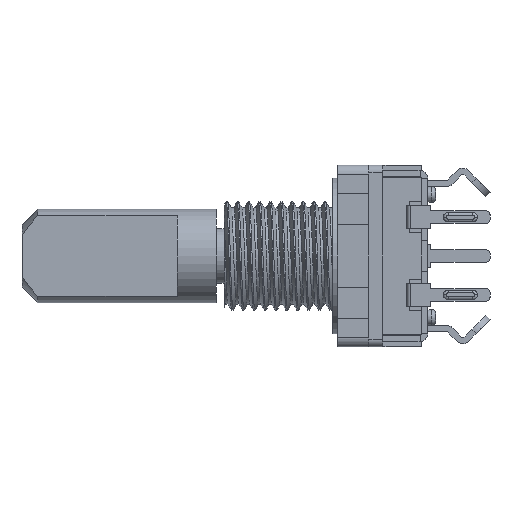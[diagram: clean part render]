
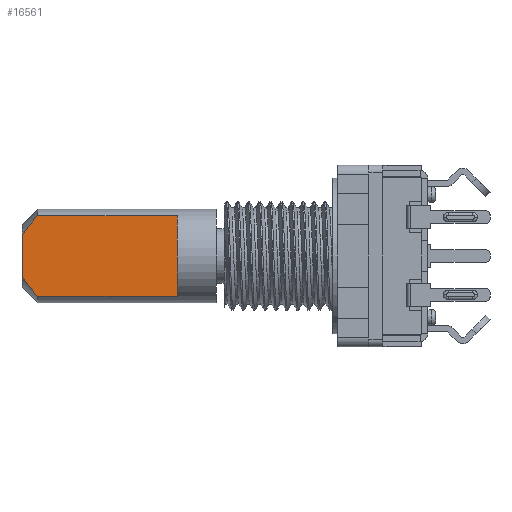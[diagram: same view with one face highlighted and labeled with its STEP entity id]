
A CAD part, left-side view. The second image highlights one B-rep face of the part: STEP entity #16561.
In plain terms, the highlighted planar face has unit normal (-1, 0, 0).
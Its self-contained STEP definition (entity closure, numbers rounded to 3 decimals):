
#156 = ORIENTED_EDGE ( 'NONE', *, *, #1328, .T. ) ;
#530 = EDGE_CURVE ( 'NONE', #7004, #5708, #12673, .T. ) ;
#1328 = EDGE_CURVE ( 'NONE', #5708, #4693, #6698, .T. ) ;
#1417 = CARTESIAN_POINT ( 'NONE',  ( -1.5, 16.6, -2.598 ) ) ;
#1499 = VERTEX_POINT ( 'NONE', #1417 ) ;
#1832 = CARTESIAN_POINT ( 'NONE',  ( -1.5, 25.6, 2.598 ) ) ;
#1851 = CARTESIAN_POINT ( 'NONE',  ( -1.5, 16.6, -3. ) ) ;
#2019 = DIRECTION ( 'NONE',  ( 0., 0., -1. ) ) ;
#2043 = CARTESIAN_POINT ( 'NONE',  ( -1.5, 16.6, -3. ) ) ;
#2118 = EDGE_LOOP ( 'NONE', ( #10809, #156, #15404, #15587, #4268, #11223 ) ) ;
#2475 = VERTEX_POINT ( 'NONE', #15536 ) ;
#2727 = LINE ( 'NONE', #1851, #5328 ) ;
#3052 = CARTESIAN_POINT ( 'NONE',  ( -1.5, 26.451, 1.548 ) ) ;
#3349 = CARTESIAN_POINT ( 'NONE',  ( -1.5, 25.6, -2.598 ) ) ;
#3975 = VERTEX_POINT ( 'NONE', #8865 ) ;
#4267 = VECTOR ( 'NONE', #9861, 1000. ) ;
#4268 = ORIENTED_EDGE ( 'NONE', *, *, #10708, .F. ) ;
#4690 = CARTESIAN_POINT ( 'NONE',  ( -1.5, 25.951, -2.188 ) ) ;
#4693 = VERTEX_POINT ( 'NONE', #12711 ) ;
#4905 = B_SPLINE_CURVE_WITH_KNOTS ( 'NONE', 3,
 ( #7178, #11106, #12275, #4690, #13698, #3349 ),
 .UNSPECIFIED., .F., .F.,
 ( 4, 2, 4 ),
 ( 0.01, 0.011, 0.011 ),
 .UNSPECIFIED. ) ;
#4981 = CARTESIAN_POINT ( 'NONE',  ( -1.5, 26.6, 1.323 ) ) ;
#5328 = VECTOR ( 'NONE', #2019, 1000. ) ;
#5456 = AXIS2_PLACEMENT_3D ( 'NONE', #2043, #11050, #12311 ) ;
#5688 = CARTESIAN_POINT ( 'NONE',  ( -1.5, 25.952, 2.186 ) ) ;
#5708 = VERTEX_POINT ( 'NONE', #4981 ) ;
#6071 = CARTESIAN_POINT ( 'NONE',  ( -1.5, 26.6, -3. ) ) ;
#6606 = EDGE_CURVE ( 'NONE', #4693, #3975, #4905, .T. ) ;
#6698 = LINE ( 'NONE', #6071, #4267 ) ;
#7004 = VERTEX_POINT ( 'NONE', #10635 ) ;
#7178 = CARTESIAN_POINT ( 'NONE',  ( -1.5, 26.6, -1.323 ) ) ;
#7291 = CARTESIAN_POINT ( 'NONE',  ( -1.5, 55.085, -2.598 ) ) ;
#7348 = CARTESIAN_POINT ( 'NONE',  ( -1.5, 55.085, 2.598 ) ) ;
#7586 = LINE ( 'NONE', #7348, #9806 ) ;
#8589 = DIRECTION ( 'NONE',  ( 0., -1., 0. ) ) ;
#8865 = CARTESIAN_POINT ( 'NONE',  ( -1.5, 25.6, -2.598 ) ) ;
#9759 = PLANE ( 'NONE',  #5456 ) ;
#9806 = VECTOR ( 'NONE', #8589, 1000. ) ;
#9861 = DIRECTION ( 'NONE',  ( 0., 0., -1. ) ) ;
#10141 = EDGE_CURVE ( 'NONE', #7004, #2475, #7586, .T. ) ;
#10506 = LINE ( 'NONE', #7291, #13523 ) ;
#10635 = CARTESIAN_POINT ( 'NONE',  ( -1.5, 25.6, 2.598 ) ) ;
#10708 = EDGE_CURVE ( 'NONE', #2475, #1499, #2727, .T. ) ;
#10777 = CARTESIAN_POINT ( 'NONE',  ( -1.5, 25.777, 2.394 ) ) ;
#10809 = ORIENTED_EDGE ( 'NONE', *, *, #530, .T. ) ;
#11050 = DIRECTION ( 'NONE',  ( 1., 0., 0. ) ) ;
#11106 = CARTESIAN_POINT ( 'NONE',  ( -1.5, 26.45, -1.55 ) ) ;
#11223 = ORIENTED_EDGE ( 'NONE', *, *, #10141, .F. ) ;
#12275 = CARTESIAN_POINT ( 'NONE',  ( -1.5, 26.287, -1.765 ) ) ;
#12311 = DIRECTION ( 'NONE',  ( 0., 0., -1. ) ) ;
#12673 = B_SPLINE_CURVE_WITH_KNOTS ( 'NONE', 3,
 ( #1832, #10777, #5688, #14518, #3052, #15839 ),
 .UNSPECIFIED., .F., .F.,
 ( 4, 2, 4 ),
 ( 0.005, 0.006, 0.007 ),
 .UNSPECIFIED. ) ;
#12711 = CARTESIAN_POINT ( 'NONE',  ( -1.5, 26.6, -1.323 ) ) ;
#13409 = EDGE_CURVE ( 'NONE', #1499, #3975, #10506, .T. ) ;
#13523 = VECTOR ( 'NONE', #16283, 1000. ) ;
#13698 = CARTESIAN_POINT ( 'NONE',  ( -1.5, 25.777, -2.394 ) ) ;
#14518 = CARTESIAN_POINT ( 'NONE',  ( -1.5, 26.289, 1.763 ) ) ;
#14609 = FACE_OUTER_BOUND ( 'NONE', #2118, .T. ) ;
#15404 = ORIENTED_EDGE ( 'NONE', *, *, #6606, .T. ) ;
#15536 = CARTESIAN_POINT ( 'NONE',  ( -1.5, 16.6, 2.598 ) ) ;
#15587 = ORIENTED_EDGE ( 'NONE', *, *, #13409, .F. ) ;
#15839 = CARTESIAN_POINT ( 'NONE',  ( -1.5, 26.6, 1.323 ) ) ;
#16283 = DIRECTION ( 'NONE',  ( 0., 1., 0. ) ) ;
#16561 = ADVANCED_FACE ( 'NONE', ( #14609 ), #9759, .F. ) ;
